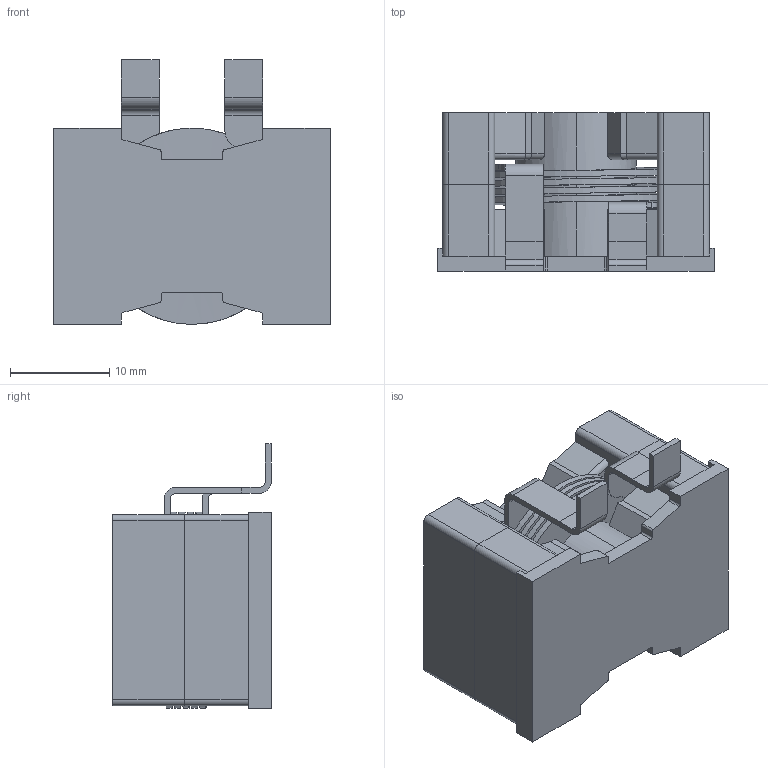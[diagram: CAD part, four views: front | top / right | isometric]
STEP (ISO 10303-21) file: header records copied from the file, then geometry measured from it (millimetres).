
FILE_DESCRIPTION (( 'STEP AP214' ), '1' );
FILE_NAME ('PQ2614BHA-6R8K.STEP', '2022-09-04T00:33:19', ( '' ), ( '' ), 'SwSTEP 2.0', 'SolidWorks 2017', '' );
FILE_SCHEMA (( 'AUTOMOTIVE_DESIGN' ));
Length unit declared in the file: millimetre
Products named in the file (1): PQ2614BHA-6R8K
Bounding box: 27.9 x 16 x 26.7 mm (x, y, z)
Volume: 6842.7 mm3; surface area: 6948.7 mm2
Topology: 6 solids, 6 shells, 184 faces, 500 edges, 328 vertices
Faces by surface type: plane 115, cylinder 65, bspline 4
Entity records: 6705 total; most frequent: CARTESIAN_POINT 1949, ORIENTED_EDGE 1000, DIRECTION 952, EDGE_CURVE 500, LINE 362, VECTOR 362, VERTEX_POINT 328, AXIS2_PLACEMENT_3D 295
